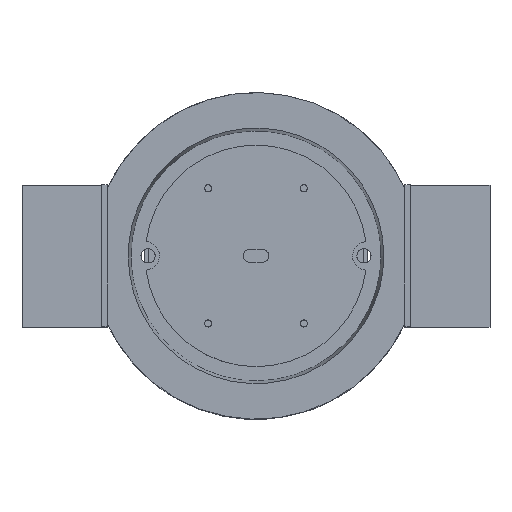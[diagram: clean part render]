
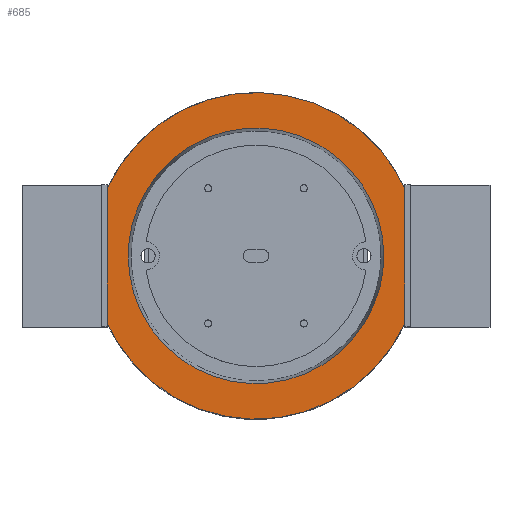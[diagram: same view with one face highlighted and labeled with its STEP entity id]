
A CAD part, top view. The second image highlights one B-rep face of the part: STEP entity #685.
In plain terms, the highlighted planar face has unit normal (0, 0, 1).
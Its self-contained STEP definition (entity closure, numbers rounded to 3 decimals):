
#11=FACE_BOUND('',#1126,.T.);
#70=(
BOUNDED_CURVE()
B_SPLINE_CURVE(2,(#4291,#4292,#4293,#4294,#4295),.UNSPECIFIED.,.F.,.F.)
B_SPLINE_CURVE_WITH_KNOTS((3,2,3),(-276.46,-207.345,
-138.23),.UNSPECIFIED.)
CURVE()
GEOMETRIC_REPRESENTATION_ITEM()
RATIONAL_B_SPLINE_CURVE((1.,0.707,1.,0.707,1.))
REPRESENTATION_ITEM('')
);
#126=(
BOUNDED_CURVE()
B_SPLINE_CURVE(2,(#4490,#4491,#4492,#4493,#4494),.UNSPECIFIED.,.F.,.F.)
B_SPLINE_CURVE_WITH_KNOTS((3,2,3),(-241.036,-194.386,
-147.736),.UNSPECIFIED.)
CURVE()
GEOMETRIC_REPRESENTATION_ITEM()
RATIONAL_B_SPLINE_CURVE((1.,0.84,1.,0.84,1.))
REPRESENTATION_ITEM('')
);
#128=(
BOUNDED_CURVE()
B_SPLINE_CURVE(2,(#4508,#4509,#4510,#4511,#4512),.UNSPECIFIED.,.F.,.F.)
B_SPLINE_CURVE_WITH_KNOTS((3,2,3),(-111.445,-64.795,
-18.145),.UNSPECIFIED.)
CURVE()
GEOMETRIC_REPRESENTATION_ITEM()
RATIONAL_B_SPLINE_CURVE((1.,0.84,1.,0.84,1.))
REPRESENTATION_ITEM('')
);
#131=(
BOUNDED_CURVE()
B_SPLINE_CURVE(2,(#4522,#4523,#4524,#4525,#4526),.UNSPECIFIED.,.F.,.F.)
B_SPLINE_CURVE_WITH_KNOTS((3,2,3),(-138.23,-69.115,
0.),.UNSPECIFIED.)
CURVE()
GEOMETRIC_REPRESENTATION_ITEM()
RATIONAL_B_SPLINE_CURVE((1.,0.707,1.,0.707,1.))
REPRESENTATION_ITEM('')
);
#685=ADVANCED_FACE('',(#905,#11),#3408,.T.);
#905=FACE_OUTER_BOUND('',#1125,.T.);
#1125=EDGE_LOOP('',(#1458,#1459,#1460,#1461));
#1126=EDGE_LOOP('',(#1462,#1463));
#1458=ORIENTED_EDGE('',*,*,#2495,.F.);
#1459=ORIENTED_EDGE('',*,*,#2494,.F.);
#1460=ORIENTED_EDGE('',*,*,#2502,.F.);
#1461=ORIENTED_EDGE('',*,*,#2498,.F.);
#1462=ORIENTED_EDGE('',*,*,#2506,.F.);
#1463=ORIENTED_EDGE('',*,*,#2434,.F.);
#2434=EDGE_CURVE('',#3084,#3130,#70,.T.);
#2494=EDGE_CURVE('',#3123,#3122,#2941,.T.);
#2495=EDGE_CURVE('',#3122,#3126,#126,.T.);
#2498=EDGE_CURVE('',#3126,#3127,#2944,.T.);
#2502=EDGE_CURVE('',#3127,#3123,#128,.T.);
#2506=EDGE_CURVE('',#3130,#3084,#131,.T.);
#2941=B_SPLINE_CURVE_WITH_KNOTS('',1,(#4488,#4489),.UNSPECIFIED.,.F.,.F.,
(2,2),(-23.189,23.189),.UNSPECIFIED.);
#2944=B_SPLINE_CURVE_WITH_KNOTS('',1,(#4499,#4500),.UNSPECIFIED.,.F.,.F.,
(2,2),(272.093,318.47),.UNSPECIFIED.);
#3084=VERTEX_POINT('',#4217);
#3122=VERTEX_POINT('',#4255);
#3123=VERTEX_POINT('',#4256);
#3126=VERTEX_POINT('',#4259);
#3127=VERTEX_POINT('',#4260);
#3130=VERTEX_POINT('',#4263);
#3408=PLANE('',#3515);
#3515=AXIS2_PLACEMENT_3D('',#3791,#3605,$);
#3605=DIRECTION('',(0.,0.,1.));
#3791=CARTESIAN_POINT('',(52.387,-58.65,36.));
#4217=CARTESIAN_POINT('',(44.978,0.,36.));
#4255=CARTESIAN_POINT('',(-52.387,23.704,36.));
#4256=CARTESIAN_POINT('',(-52.387,-23.704,36.));
#4259=CARTESIAN_POINT('',(52.387,23.704,36.));
#4260=CARTESIAN_POINT('',(52.387,-23.704,36.));
#4263=CARTESIAN_POINT('',(-44.978,0.,36.));
#4291=CARTESIAN_POINT('',(44.978,0.,36.));
#4292=CARTESIAN_POINT('',(44.978,44.978,36.));
#4293=CARTESIAN_POINT('',(0.,44.978,36.));
#4294=CARTESIAN_POINT('',(-44.978,44.978,36.));
#4295=CARTESIAN_POINT('',(-44.978,0.,36.));
#4488=CARTESIAN_POINT('',(-52.387,-23.704,36.));
#4489=CARTESIAN_POINT('',(-52.387,23.704,36.));
#4490=CARTESIAN_POINT('',(-52.387,23.704,36.));
#4491=CARTESIAN_POINT('',(-37.095,57.5,36.));
#4492=CARTESIAN_POINT('',(0.,57.5,36.));
#4493=CARTESIAN_POINT('',(37.095,57.5,36.));
#4494=CARTESIAN_POINT('',(52.387,23.704,36.));
#4499=CARTESIAN_POINT('',(52.387,23.704,36.));
#4500=CARTESIAN_POINT('',(52.387,-23.704,36.));
#4508=CARTESIAN_POINT('',(52.387,-23.704,36.));
#4509=CARTESIAN_POINT('',(37.095,-57.5,36.));
#4510=CARTESIAN_POINT('',(0.,-57.5,36.));
#4511=CARTESIAN_POINT('',(-37.095,-57.5,36.));
#4512=CARTESIAN_POINT('',(-52.387,-23.704,36.));
#4522=CARTESIAN_POINT('',(-44.978,0.,36.));
#4523=CARTESIAN_POINT('',(-44.978,-44.978,36.));
#4524=CARTESIAN_POINT('',(0.,-44.978,36.));
#4525=CARTESIAN_POINT('',(44.978,-44.978,36.));
#4526=CARTESIAN_POINT('',(44.978,0.,36.));
